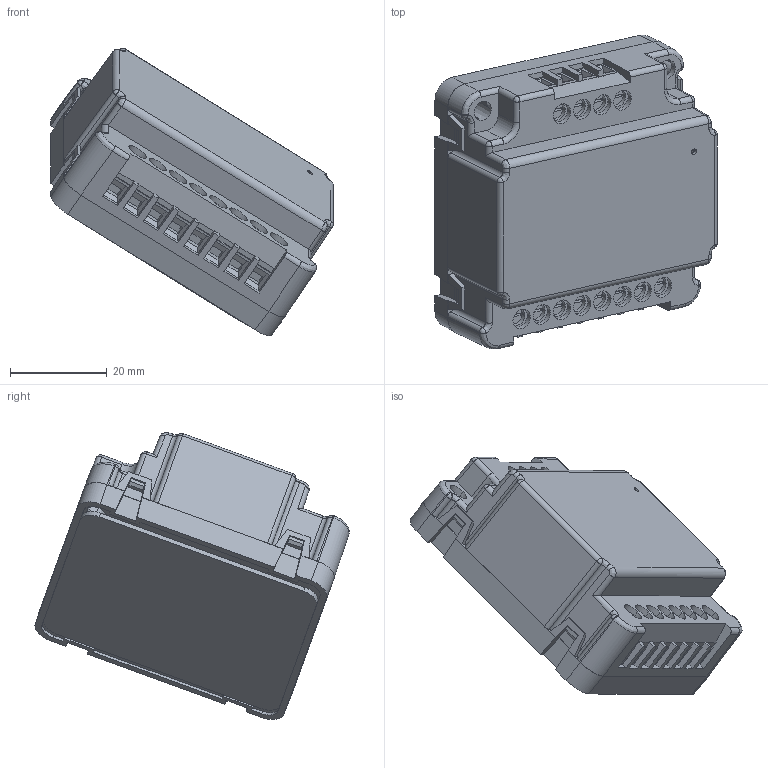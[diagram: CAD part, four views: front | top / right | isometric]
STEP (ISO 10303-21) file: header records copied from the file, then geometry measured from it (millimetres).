
FILE_DESCRIPTION(('CATIA V5 STEP Exchange'),'2;1');
FILE_NAME('VI2F-PEDIST.stp','2024-03-21T09:36:52+00:00',('none'),('none'),'CATIA Version 5-6 Release 2016 SP6','CATIA V5 STEP AP203','none');
FILE_SCHEMA(('CONFIG_CONTROL_DESIGN'));
Length unit declared in the file: millimetre
Products named in the file (1): VI2F-PEDIST
Assembly tree (2 placements, depth 2):
  VI2F-PEDIST
    #57
    #44338
Bounding box: 58.42 x 65.03 x 59.44 mm (x, y, z)
Volume: 21359.9 mm3; surface area: 36257.3 mm2
Topology: 11 solids, 15 shells, 1307 faces, 3530 edges, 2264 vertices
Faces by surface type: plane 948, cylinder 250, bspline 46, sphere 31, cone 24, torus 8
Entity records: 44276 total; most frequent: CARTESIAN_POINT 12397, ORIENTED_EDGE 7032, DIRECTION 5686, EDGE_CURVE 3524, VECTOR 2801, LINE 2801, VERTEX_POINT 2260, AXIS2_PLACEMENT_3D 1632
